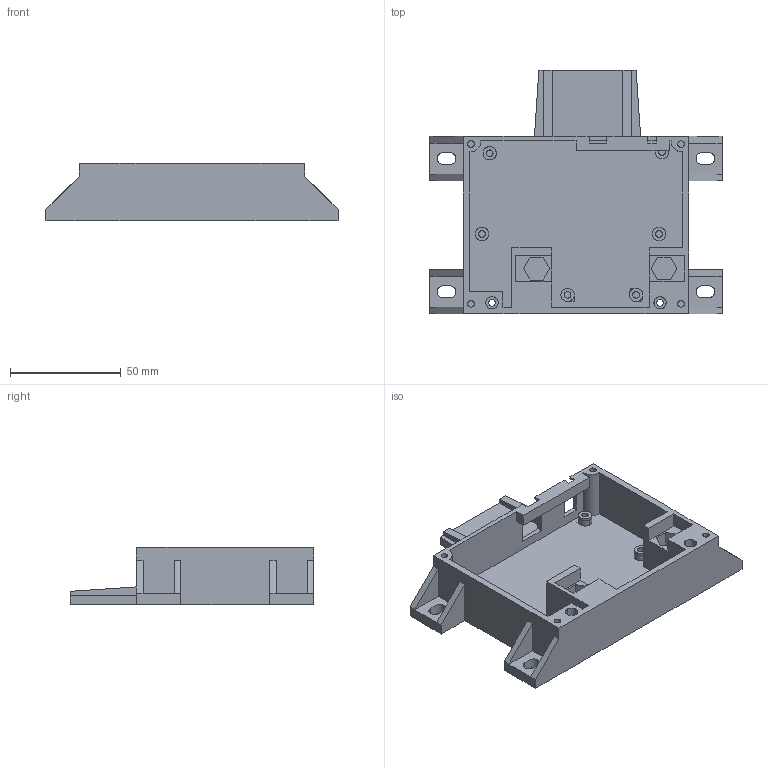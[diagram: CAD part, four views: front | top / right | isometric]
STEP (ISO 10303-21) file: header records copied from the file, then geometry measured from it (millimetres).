
FILE_DESCRIPTION(('CAx-IF Rec.Pracs.---Model Styling and Organization---1.2---2011-12-15','CAx-IF Rec.Pracs.---Geometric and Assembly Validation Properties---4.1---2014-06-16','CAx-IF Rec.Pracs.---PMI Polyline Presentation---2.0---2013-05-24'),'2;1');
FILE_NAME('Housing_250629.stp','2025-07-10T03:31:52+09:00',(' '),(' '),'HyperWorksVersion-2019.1.0.20','3D_Kernel_IO2018 Sp3 by CT CoreTechnologie',' ');
FILE_SCHEMA(('AUTOMOTIVE_DESIGN { 1 0 10303 214 1 1 1 1 }'));
Length unit declared in the file: millimetre
Products named in the file (2): Housing_250629; Housing
Assembly tree (1 placements, depth 2):
  Housing_250629
    Housing
Bounding box: 132 x 110.2 x 25.85 mm (x, y, z)
Volume: 79435.9 mm3; surface area: 45919.7 mm2
Topology: 1 solids, 1 shells, 188 faces, 973 edges, 804 vertices
Faces by surface type: bspline 89, plane 87, cylinder 12
Entity records: 17009 total; most frequent: CARTESIAN_POINT 7644, ORIENTED_EDGE 1946, DIRECTION 1303, EDGE_CURVE 973, VERTEX_POINT 804, VECTOR 779, LINE 779, AXIS2_PLACEMENT_3D 262
